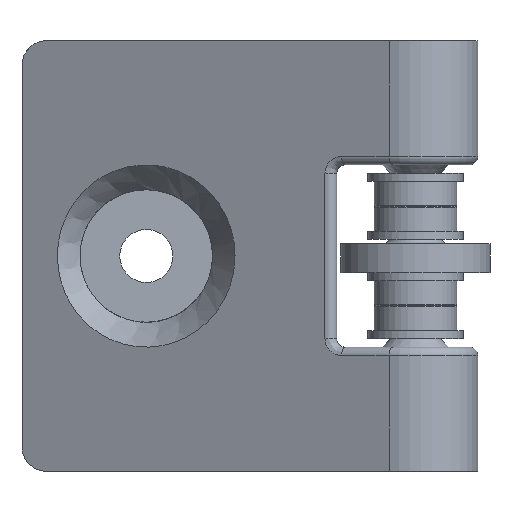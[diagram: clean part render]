
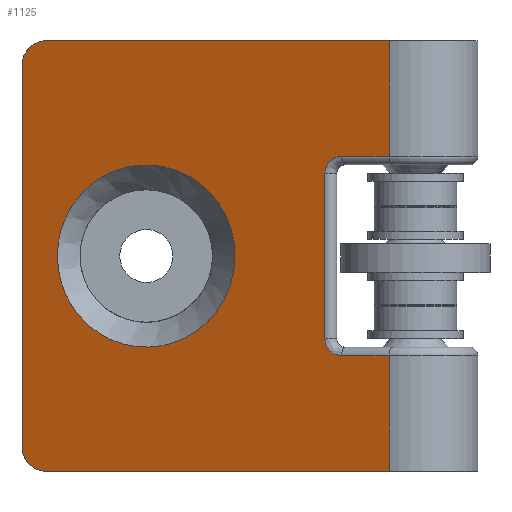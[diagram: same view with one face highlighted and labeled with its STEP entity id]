
A CAD part, front view. The second image highlights one B-rep face of the part: STEP entity #1125.
In plain terms, the highlighted planar face has unit normal (-0.421, -0.907, 0).
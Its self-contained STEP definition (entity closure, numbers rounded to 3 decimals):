
#30=ELLIPSE('',#1223,3.308,3.);
#31=ELLIPSE('',#1224,2.205,2.);
#32=ELLIPSE('',#1225,2.205,2.);
#33=ELLIPSE('',#1226,3.308,3.);
#40=B_SPLINE_CURVE_WITH_KNOTS('',3,(#1827,#1828,#1829,#1830,#1831,#1832,
#1833,#1834,#1835,#1836,#1837,#1838,#1839,#1840,#1841,#1842,#1843),
 .UNSPECIFIED.,.T.,.F.,(4,1,1,1,1,1,1,1,1,1,1,1,1,1,4),(-3.142,
-2.693,-2.244,-1.795,-1.346,
-1.047,-0.449,-0.15,0.449,
0.748,1.346,1.646,2.244,2.693,
3.142),.UNSPECIFIED.);
#72=FACE_BOUND('',#229,.T.);
#91=PLANE('',#1222);
#153=FACE_OUTER_BOUND('',#228,.T.);
#228=EDGE_LOOP('',(#830,#831,#832,#833,#834,#835,#836,#837,#838,#839,#840,
#841));
#229=EDGE_LOOP('',(#842));
#322=LINE('',#1866,#404);
#323=LINE('',#1868,#405);
#324=LINE('',#1870,#406);
#325=LINE('',#1874,#407);
#326=LINE('',#1878,#408);
#327=LINE('',#1880,#409);
#328=LINE('',#1882,#410);
#329=LINE('',#1885,#411);
#404=VECTOR('',#1402,10.);
#405=VECTOR('',#1403,10.);
#406=VECTOR('',#1404,10.);
#407=VECTOR('',#1407,10.);
#408=VECTOR('',#1410,10.);
#409=VECTOR('',#1411,10.);
#410=VECTOR('',#1412,10.);
#411=VECTOR('',#1415,10.);
#547=VERTEX_POINT('',#1825);
#548=VERTEX_POINT('',#1862);
#549=VERTEX_POINT('',#1863);
#550=VERTEX_POINT('',#1865);
#551=VERTEX_POINT('',#1867);
#552=VERTEX_POINT('',#1869);
#553=VERTEX_POINT('',#1871);
#554=VERTEX_POINT('',#1873);
#555=VERTEX_POINT('',#1875);
#556=VERTEX_POINT('',#1877);
#557=VERTEX_POINT('',#1879);
#558=VERTEX_POINT('',#1881);
#559=VERTEX_POINT('',#1883);
#654=EDGE_CURVE('',#547,#547,#40,.T.);
#656=EDGE_CURVE('',#548,#549,#30,.T.);
#657=EDGE_CURVE('',#550,#548,#322,.T.);
#658=EDGE_CURVE('',#550,#551,#323,.T.);
#659=EDGE_CURVE('',#552,#551,#324,.T.);
#660=EDGE_CURVE('',#553,#552,#31,.T.);
#661=EDGE_CURVE('',#554,#553,#325,.T.);
#662=EDGE_CURVE('',#555,#554,#32,.T.);
#663=EDGE_CURVE('',#556,#555,#326,.T.);
#664=EDGE_CURVE('',#557,#556,#327,.T.);
#665=EDGE_CURVE('',#558,#557,#328,.T.);
#666=EDGE_CURVE('',#559,#558,#33,.T.);
#667=EDGE_CURVE('',#549,#559,#329,.T.);
#830=ORIENTED_EDGE('',*,*,#656,.F.);
#831=ORIENTED_EDGE('',*,*,#657,.F.);
#832=ORIENTED_EDGE('',*,*,#658,.T.);
#833=ORIENTED_EDGE('',*,*,#659,.F.);
#834=ORIENTED_EDGE('',*,*,#660,.F.);
#835=ORIENTED_EDGE('',*,*,#661,.F.);
#836=ORIENTED_EDGE('',*,*,#662,.F.);
#837=ORIENTED_EDGE('',*,*,#663,.F.);
#838=ORIENTED_EDGE('',*,*,#664,.F.);
#839=ORIENTED_EDGE('',*,*,#665,.F.);
#840=ORIENTED_EDGE('',*,*,#666,.F.);
#841=ORIENTED_EDGE('',*,*,#667,.F.);
#842=ORIENTED_EDGE('',*,*,#654,.F.);
#1125=ADVANCED_FACE('',(#153,#72),#91,.T.);
#1222=AXIS2_PLACEMENT_3D('',#1861,#1398,#1399);
#1223=AXIS2_PLACEMENT_3D('',#1864,#1400,#1401);
#1224=AXIS2_PLACEMENT_3D('',#1872,#1405,#1406);
#1225=AXIS2_PLACEMENT_3D('',#1876,#1408,#1409);
#1226=AXIS2_PLACEMENT_3D('',#1884,#1413,#1414);
#1398=DIRECTION('center_axis',(-0.421,-0.907,0.));
#1399=DIRECTION('ref_axis',(-0.907,0.421,0.));
#1400=DIRECTION('center_axis',(0.421,0.907,0.));
#1401=DIRECTION('ref_axis',(-0.907,0.421,0.));
#1402=DIRECTION('',(-0.907,0.421,0.));
#1403=DIRECTION('',(0.,0.,1.));
#1404=DIRECTION('',(0.907,-0.421,0.));
#1405=DIRECTION('center_axis',(-0.421,-0.907,0.));
#1406=DIRECTION('ref_axis',(-0.907,0.421,0.));
#1407=DIRECTION('',(0.,0.,-1.));
#1408=DIRECTION('center_axis',(-0.421,-0.907,0.));
#1409=DIRECTION('ref_axis',(-0.907,0.421,0.));
#1410=DIRECTION('',(-0.907,0.421,0.));
#1411=DIRECTION('',(0.,0.,-1.));
#1412=DIRECTION('',(0.907,-0.421,0.));
#1413=DIRECTION('center_axis',(0.421,0.907,0.));
#1414=DIRECTION('ref_axis',(-0.907,0.421,0.));
#1415=DIRECTION('',(0.,0.,1.));
#1825=CARTESIAN_POINT('',(-4.279,-49.942,16.));
#1827=CARTESIAN_POINT('Ctrl Pts',(-4.279,-49.942,16.));
#1828=CARTESIAN_POINT('Ctrl Pts',(-4.279,-49.942,17.692));
#1829=CARTESIAN_POINT('Ctrl Pts',(-5.058,-49.58,21.07));
#1830=CARTESIAN_POINT('Ctrl Pts',(-8.212,-48.116,24.989));
#1831=CARTESIAN_POINT('Ctrl Pts',(-12.6,-46.079,27.088));
#1832=CARTESIAN_POINT('Ctrl Pts',(-16.866,-44.098,27.085));
#1833=CARTESIAN_POINT('Ctrl Pts',(-21.327,-42.027,25.345));
#1834=CARTESIAN_POINT('Ctrl Pts',(-24.418,-40.591,22.055));
#1835=CARTESIAN_POINT('Ctrl Pts',(-26.109,-39.807,16.625));
#1836=CARTESIAN_POINT('Ctrl Pts',(-25.393,-40.139,11.954));
#1837=CARTESIAN_POINT('Ctrl Pts',(-22.246,-41.6,7.374));
#1838=CARTESIAN_POINT('Ctrl Pts',(-18.417,-43.378,5.182));
#1839=CARTESIAN_POINT('Ctrl Pts',(-13.154,-45.821,4.792));
#1840=CARTESIAN_POINT('Ctrl Pts',(-8.563,-47.953,6.569));
#1841=CARTESIAN_POINT('Ctrl Pts',(-5.058,-49.58,10.933));
#1842=CARTESIAN_POINT('Ctrl Pts',(-4.279,-49.942,14.308));
#1843=CARTESIAN_POINT('Ctrl Pts',(-4.279,-49.942,16.));
#1861=CARTESIAN_POINT('Origin',(14.329,-58.581,35.));
#1862=CARTESIAN_POINT('',(-27.,-39.393,-10.));
#1863=CARTESIAN_POINT('',(-30.,-38.,-7.));
#1864=CARTESIAN_POINT('Origin',(-27.,-39.393,-7.));
#1865=CARTESIAN_POINT('',(14.329,-58.581,-10.));
#1866=CARTESIAN_POINT('',(-30.,-38.,-10.));
#1867=CARTESIAN_POINT('',(14.329,-58.581,4.));
#1868=CARTESIAN_POINT('',(14.329,-58.581,-3.));
#1869=CARTESIAN_POINT('',(8.579,-55.911,4.));
#1870=CARTESIAN_POINT('',(10.182,-56.656,4.));
#1871=CARTESIAN_POINT('',(6.579,-54.983,6.));
#1872=CARTESIAN_POINT('Origin',(8.579,-55.911,6.));
#1873=CARTESIAN_POINT('',(6.579,-54.983,26.));
#1874=CARTESIAN_POINT('',(6.579,-54.983,27.25));
#1875=CARTESIAN_POINT('',(8.579,-55.911,28.));
#1876=CARTESIAN_POINT('Origin',(8.579,-55.911,26.));
#1877=CARTESIAN_POINT('',(14.329,-58.581,28.));
#1878=CARTESIAN_POINT('',(10.182,-56.656,28.));
#1879=CARTESIAN_POINT('',(14.329,-58.581,42.));
#1880=CARTESIAN_POINT('',(14.329,-58.581,35.));
#1881=CARTESIAN_POINT('',(-27.,-39.393,42.));
#1882=CARTESIAN_POINT('',(-30.,-38.,42.));
#1883=CARTESIAN_POINT('',(-30.,-38.,39.));
#1884=CARTESIAN_POINT('Origin',(-27.,-39.393,39.));
#1885=CARTESIAN_POINT('',(-30.,-38.,35.));
